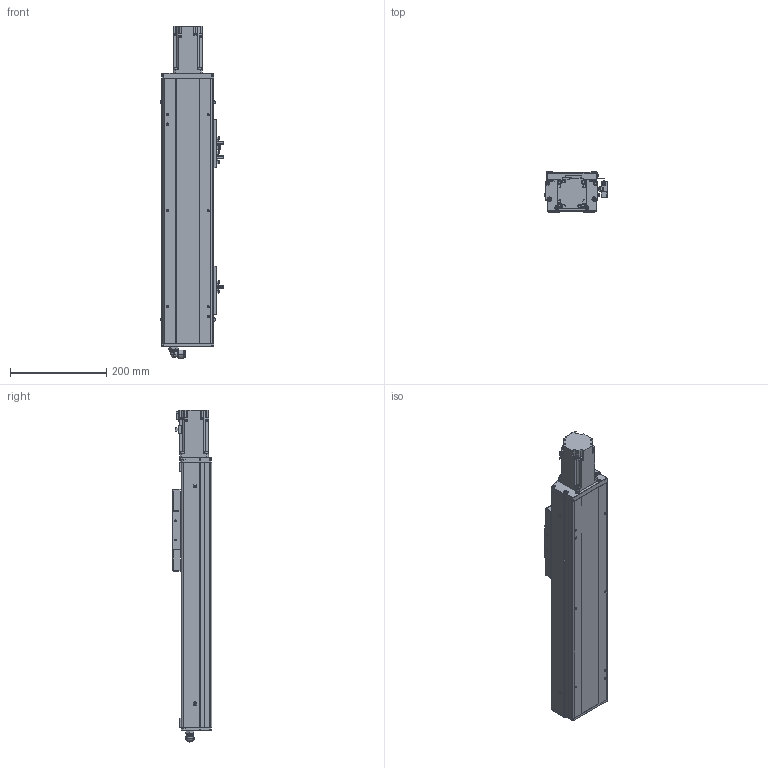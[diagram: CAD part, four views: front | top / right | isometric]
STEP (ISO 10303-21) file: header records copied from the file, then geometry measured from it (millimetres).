
FILE_DESCRIPTION (( 'STEP AP203' ), '1' );
FILE_NAME ('YSC110-MS-300.step', '2018-05-14T03:19:11', ( '' ), ( '' ), 'SwSTEP 2.0', 'SolidWorks 2016', '' );
FILE_SCHEMA (( 'CONFIG_CONTROL_DESIGN' ));
Length unit declared in the file: millimetre
Products named in the file (5): YSC110-MS-part3; YSC110-MS-part1; YSC110-MS-part2; YSC110-MS-part4; YSC110-MS-300
Assembly tree (4 placements, depth 2):
  YSC110-MS-300
    YSC110-MS-part3
    YSC110-MS-part1
    YSC110-MS-part2
    YSC110-MS-part4
Bounding box: 130.9 x 82.5 x 691.05 mm (x, y, z)
Volume: 3705867.9 mm3; surface area: 378859.2 mm2
Topology: 1 solids, 121 shells, 1559 faces, 4201 edges, 2704 vertices
Faces by surface type: plane 769, cylinder 359, cone 344, torus 66, sphere 13, bspline 8
Entity records: 49688 total; most frequent: CARTESIAN_POINT 10119, DIRECTION 8443, ORIENTED_EDGE 7455, EDGE_CURVE 4155, AXIS2_PLACEMENT_3D 3019, VERTEX_POINT 2703, VECTOR 2405, LINE 2405
